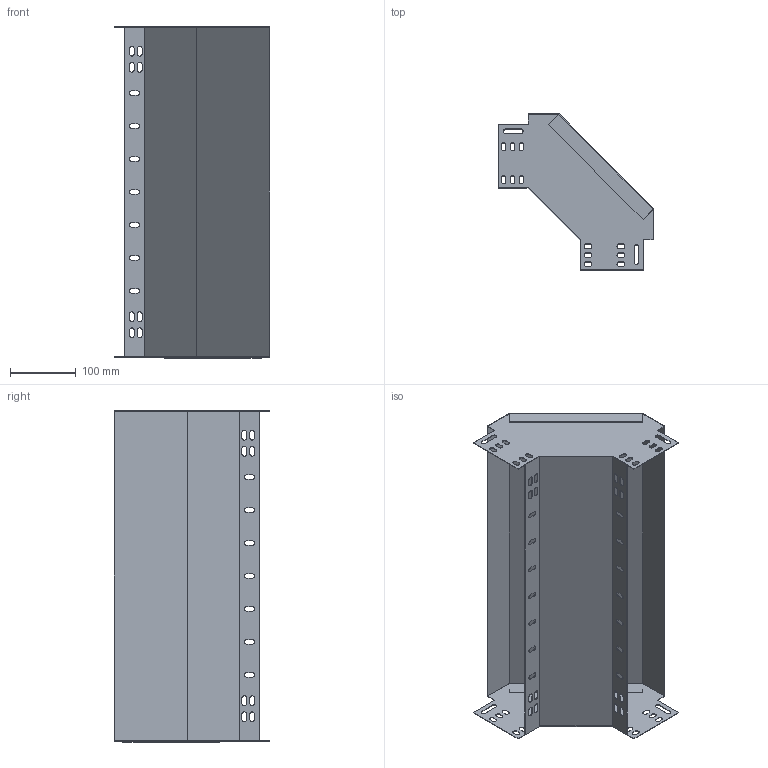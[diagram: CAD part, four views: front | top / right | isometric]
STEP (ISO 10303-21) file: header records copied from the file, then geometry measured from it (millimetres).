
FILE_DESCRIPTION (( 'STEP AP203' ), '1' );
FILE_NAME ('CLP1N-110-500-1 Ïîâîðîò íà 90 ãð. âåðòèêàëüíûé âíåøíèé 110õ500 ìì..STEP', '2016-03-17T08:14:45', ( '' ), ( '' ), 'SwSTEP 2.0', 'SolidWorks 2014', '' );
FILE_SCHEMA (( 'CONFIG_CONTROL_DESIGN' ));
Length unit declared in the file: millimetre
Products named in the file (1): CLP1N-110-500-1 Ïîâîðîò íà 90 ãð. âåðòèêàëüíûé âíåøíèé 110õ500 ìì.
Bounding box: 236.27 x 236.27 x 503.2 mm (x, y, z)
Volume: 240404.3 mm3; surface area: 605923.4 mm2
Topology: 2 solids, 2 shells, 298 faces, 862 edges, 568 vertices
Faces by surface type: plane 180, cylinder 118
Entity records: 10109 total; most frequent: CARTESIAN_POINT 1729, ORIENTED_EDGE 1724, DIRECTION 1696, EDGE_CURVE 862, VECTOR 626, LINE 626, VERTEX_POINT 568, AXIS2_PLACEMENT_3D 535
